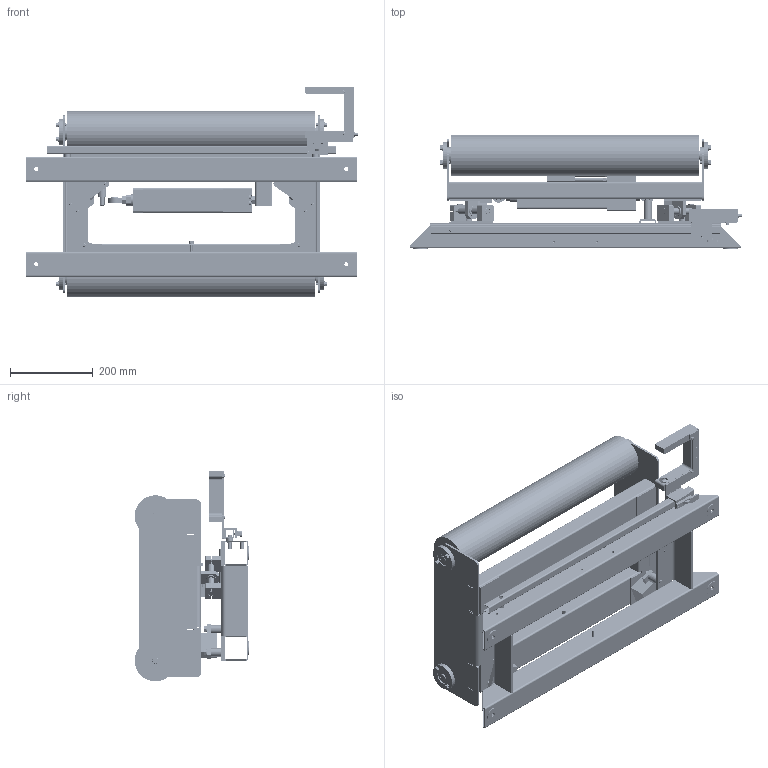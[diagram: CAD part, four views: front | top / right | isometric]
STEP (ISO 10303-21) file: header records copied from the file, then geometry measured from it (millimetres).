
FILE_DESCRIPTION (( 'STEP AP203' ), '1' );
FILE_NAME ('240419.1_stp_A.step', '2024-07-17T14:54:10', ( '' ), ( '' ), 'SwSTEP 2.0', 'SolidWorks 2023', '' );
FILE_SCHEMA (( 'CONFIG_CONTROL_DESIGN' ));
Length unit declared in the file: millimetre
Products named in the file (4): 240419.1_stp_A; 071116.1_stp_01; 240419.1_stp_01; 31106632_01
Assembly tree (3 placements, depth 2):
  240419.1_stp_A
    240419.1_stp_01
    071116.1_stp_01
    31106632_01
Bounding box: 803 x 277.44 x 509.44 mm (x, y, z)
Volume: 7117084.2 mm3; surface area: 3317490.5 mm2
Topology: 197 solids, 198 shells, 4065 faces, 9952 edges, 6413 vertices
Faces by surface type: plane 1894, cylinder 1579, cone 392, torus 134, bspline 46, sphere 20
Entity records: 123499 total; most frequent: CARTESIAN_POINT 24085, DIRECTION 21586, ORIENTED_EDGE 19636, EDGE_CURVE 9818, AXIS2_PLACEMENT_3D 7941, VERTEX_POINT 6393, LINE 5704, VECTOR 5704
